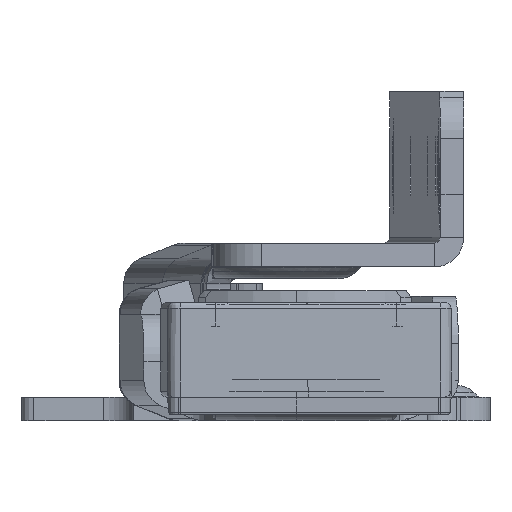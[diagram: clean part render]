
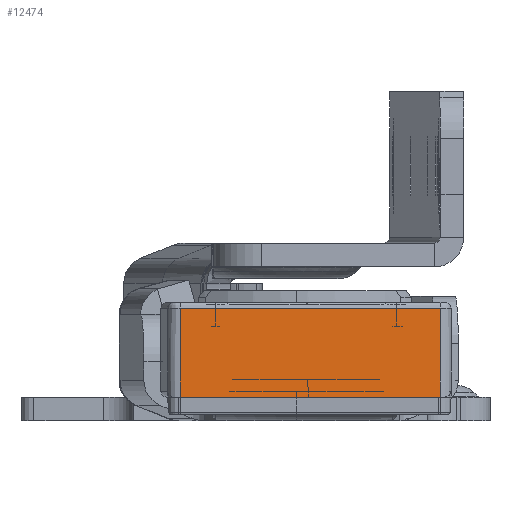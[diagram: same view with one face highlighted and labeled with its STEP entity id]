
A CAD part, left-side view. The second image highlights one B-rep face of the part: STEP entity #12474.
In plain terms, the highlighted face is planar.
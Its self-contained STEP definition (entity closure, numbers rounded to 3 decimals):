
#644 = EDGE_CURVE ( 'NONE', #6094, #12463, #9652, .T. ) ;
#739 = EDGE_LOOP ( 'NONE', ( #12848, #11796, #7710, #1713 ) ) ;
#1713 = ORIENTED_EDGE ( 'NONE', *, *, #14876, .T. ) ;
#2587 = VERTEX_POINT ( 'NONE', #4061 ) ;
#2922 = DIRECTION ( 'NONE',  ( 0., 0., -1. ) ) ;
#3260 = VECTOR ( 'NONE', #10245, 1000. ) ;
#3880 = FACE_OUTER_BOUND ( 'NONE', #739, .T. ) ;
#4061 = CARTESIAN_POINT ( 'NONE',  ( 10., 11., 0.5 ) ) ;
#4950 = LINE ( 'NONE', #11783, #11112 ) ;
#5389 = LINE ( 'NONE', #12634, #3260 ) ;
#6094 = VERTEX_POINT ( 'NONE', #14763 ) ;
#6240 = EDGE_CURVE ( 'NONE', #12463, #2587, #9464, .T. ) ;
#7284 = AXIS2_PLACEMENT_3D ( 'NONE', #10182, #7504, #14713 ) ;
#7316 = VERTEX_POINT ( 'NONE', #12779 ) ;
#7504 = DIRECTION ( 'NONE',  ( 1., 0., 0. ) ) ;
#7710 = ORIENTED_EDGE ( 'NONE', *, *, #15212, .F. ) ;
#8407 = DIRECTION ( 'NONE',  ( 0., -1., 0. ) ) ;
#8574 = PLANE ( 'NONE',  #7284 ) ;
#8706 = VECTOR ( 'NONE', #2922, 1000. ) ;
#8907 = VECTOR ( 'NONE', #9537, 1000. ) ;
#9380 = CARTESIAN_POINT ( 'NONE',  ( 10., 11., 0.5 ) ) ;
#9464 = LINE ( 'NONE', #9380, #8907 ) ;
#9537 = DIRECTION ( 'NONE',  ( 0., 1., 0. ) ) ;
#9652 = LINE ( 'NONE', #13469, #8706 ) ;
#10182 = CARTESIAN_POINT ( 'NONE',  ( 10., 11., 8. ) ) ;
#10245 = DIRECTION ( 'NONE',  ( 0., 0., -1. ) ) ;
#11112 = VECTOR ( 'NONE', #8407, 1000. ) ;
#11783 = CARTESIAN_POINT ( 'NONE',  ( 10., 11., 8. ) ) ;
#11796 = ORIENTED_EDGE ( 'NONE', *, *, #6240, .T. ) ;
#12463 = VERTEX_POINT ( 'NONE', #13191 ) ;
#12474 = ADVANCED_FACE ( 'NONE', ( #3880 ), #8574, .T. ) ;
#12634 = CARTESIAN_POINT ( 'NONE',  ( 10., 11., 8. ) ) ;
#12779 = CARTESIAN_POINT ( 'NONE',  ( 10., 11., 8. ) ) ;
#12848 = ORIENTED_EDGE ( 'NONE', *, *, #644, .T. ) ;
#13191 = CARTESIAN_POINT ( 'NONE',  ( 10., -11., 0.5 ) ) ;
#13469 = CARTESIAN_POINT ( 'NONE',  ( 10., -11., 8. ) ) ;
#14713 = DIRECTION ( 'NONE',  ( 0., 0., -1. ) ) ;
#14763 = CARTESIAN_POINT ( 'NONE',  ( 10., -11., 8. ) ) ;
#14876 = EDGE_CURVE ( 'NONE', #7316, #6094, #4950, .T. ) ;
#15212 = EDGE_CURVE ( 'NONE', #7316, #2587, #5389, .T. ) ;
